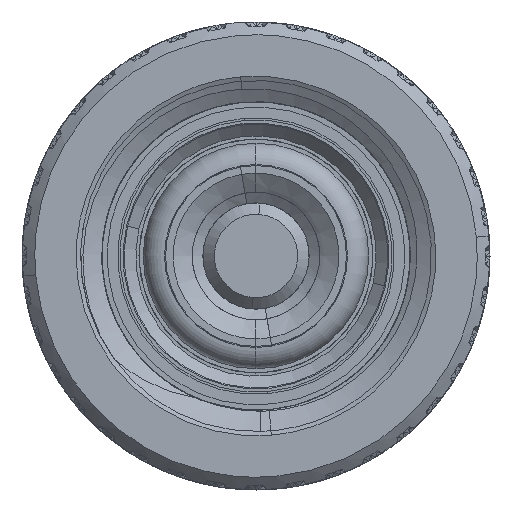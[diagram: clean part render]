
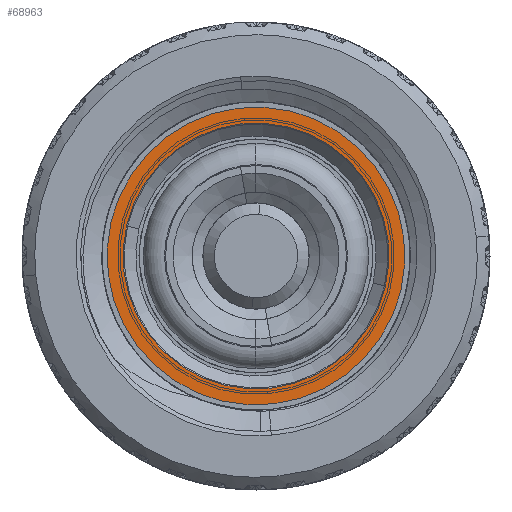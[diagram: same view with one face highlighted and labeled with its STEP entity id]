
A CAD part, left-side view. The second image highlights one B-rep face of the part: STEP entity #68963.
In plain terms, the highlighted planar face has unit normal (-1, 0, 0).
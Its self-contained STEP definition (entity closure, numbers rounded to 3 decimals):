
#839 = ORIENTED_EDGE ( 'NONE', *, *, #67762, .T. ) ;
#1277 = DIRECTION ( 'NONE',  ( 0., 0., 1. ) ) ;
#1388 = EDGE_LOOP ( 'NONE', ( #74985, #16747 ) ) ;
#2400 = CARTESIAN_POINT ( 'NONE',  ( -9.473, 0., 0. ) ) ;
#5881 = DIRECTION ( 'NONE',  ( -1., 0., 0. ) ) ;
#6860 = DIRECTION ( 'NONE',  ( 0., 0., 1. ) ) ;
#7025 = EDGE_CURVE ( 'NONE', #45440, #7141, #78779, .T. ) ;
#7141 = VERTEX_POINT ( 'NONE', #26377 ) ;
#11796 = PLANE ( 'NONE',  #15281 ) ;
#13009 = VERTEX_POINT ( 'NONE', #38399 ) ;
#13363 = CARTESIAN_POINT ( 'NONE',  ( -9.473, 0., 0. ) ) ;
#15281 = AXIS2_PLACEMENT_3D ( 'NONE', #75512, #37209, #6860 ) ;
#16747 = ORIENTED_EDGE ( 'NONE', *, *, #7025, .F. ) ;
#18339 = FACE_BOUND ( 'NONE', #1388, .T. ) ;
#18442 = DIRECTION ( 'NONE',  ( 0., 0., 1. ) ) ;
#19009 = CIRCLE ( 'NONE', #53598, 3.125 ) ;
#19523 = CARTESIAN_POINT ( 'NONE',  ( -9.473, 0., 0. ) ) ;
#20312 = FACE_OUTER_BOUND ( 'NONE', #78128, .T. ) ;
#23671 = CARTESIAN_POINT ( 'NONE',  ( -9.473, 0., -3.125 ) ) ;
#24161 = AXIS2_PLACEMENT_3D ( 'NONE', #13363, #38801, #1277 ) ;
#26377 = CARTESIAN_POINT ( 'NONE',  ( -9.473, 0., 3.125 ) ) ;
#33911 = CARTESIAN_POINT ( 'NONE',  ( -9.473, 0., -3.5 ) ) ;
#37209 = DIRECTION ( 'NONE',  ( -1., 0., 0. ) ) ;
#38399 = CARTESIAN_POINT ( 'NONE',  ( -9.473, 0., 3.5 ) ) ;
#38801 = DIRECTION ( 'NONE',  ( -1., 0., 0. ) ) ;
#39367 = DIRECTION ( 'NONE',  ( 0., 0., 1. ) ) ;
#39465 = CIRCLE ( 'NONE', #62823, 3.5 ) ;
#40046 = CIRCLE ( 'NONE', #24161, 3.5 ) ;
#40813 = EDGE_CURVE ( 'NONE', #13009, #62593, #39465, .T. ) ;
#45421 = DIRECTION ( 'NONE',  ( -1., 0., 0. ) ) ;
#45440 = VERTEX_POINT ( 'NONE', #23671 ) ;
#53459 = AXIS2_PLACEMENT_3D ( 'NONE', #19523, #5881, #18442 ) ;
#53598 = AXIS2_PLACEMENT_3D ( 'NONE', #55183, #61182, #73729 ) ;
#54235 = EDGE_CURVE ( 'NONE', #7141, #45440, #19009, .T. ) ;
#55183 = CARTESIAN_POINT ( 'NONE',  ( -9.473, 0., 0. ) ) ;
#61182 = DIRECTION ( 'NONE',  ( -1., 0., 0. ) ) ;
#62593 = VERTEX_POINT ( 'NONE', #33911 ) ;
#62823 = AXIS2_PLACEMENT_3D ( 'NONE', #2400, #45421, #39367 ) ;
#63586 = ORIENTED_EDGE ( 'NONE', *, *, #40813, .T. ) ;
#67762 = EDGE_CURVE ( 'NONE', #62593, #13009, #40046, .T. ) ;
#68963 = ADVANCED_FACE ( 'NONE', ( #20312, #18339 ), #11796, .T. ) ;
#73729 = DIRECTION ( 'NONE',  ( 0., 0., 1. ) ) ;
#74985 = ORIENTED_EDGE ( 'NONE', *, *, #54235, .F. ) ;
#75512 = CARTESIAN_POINT ( 'NONE',  ( -9.473, 3.125, 0. ) ) ;
#78128 = EDGE_LOOP ( 'NONE', ( #63586, #839 ) ) ;
#78779 = CIRCLE ( 'NONE', #53459, 3.125 ) ;
